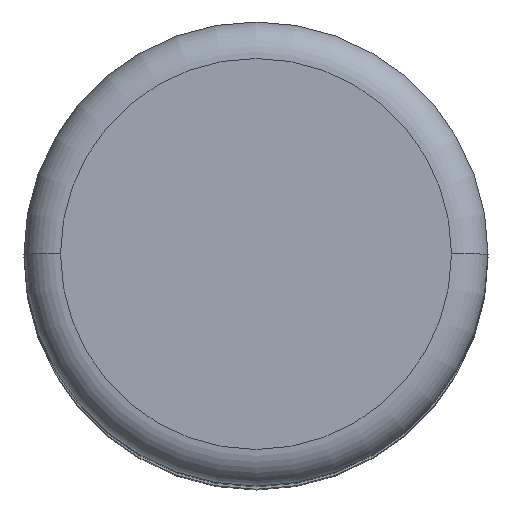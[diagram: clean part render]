
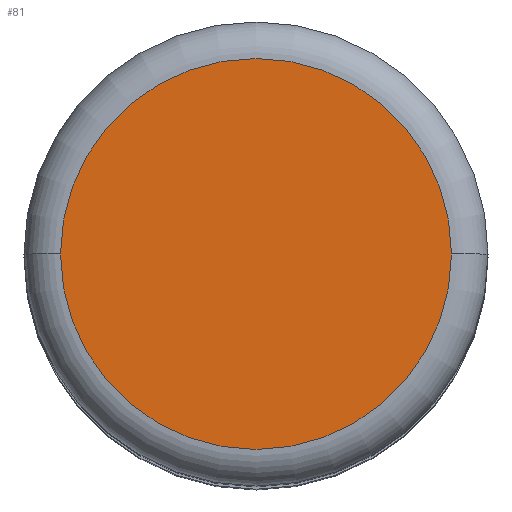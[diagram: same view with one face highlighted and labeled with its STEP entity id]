
A CAD part, top view. The second image highlights one B-rep face of the part: STEP entity #81.
In plain terms, the highlighted planar face has unit normal (0, 0, 1).
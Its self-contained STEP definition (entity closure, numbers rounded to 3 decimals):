
#63 = EDGE_CURVE ( 'NONE', #499, #563, #119, .T. ) ;
#68 = DIRECTION ( 'NONE',  ( 0., 0., 1. ) ) ;
#81 = ADVANCED_FACE ( 'NONE', ( #236 ), #245, .T. ) ;
#107 = DIRECTION ( 'NONE',  ( 0., 0., 1. ) ) ;
#112 = CARTESIAN_POINT ( 'NONE',  ( 0., 0., 15.875 ) ) ;
#119 = CIRCLE ( 'NONE', #546, 2.675 ) ;
#159 = DIRECTION ( 'NONE',  ( 1., 0., 0. ) ) ;
#188 = AXIS2_PLACEMENT_3D ( 'NONE', #340, #68, #385 ) ;
#236 = FACE_OUTER_BOUND ( 'NONE', #315, .T. ) ;
#245 = PLANE ( 'NONE',  #188 ) ;
#315 = EDGE_LOOP ( 'NONE', ( #446, #445 ) ) ;
#340 = CARTESIAN_POINT ( 'NONE',  ( 0., 0., 15.875 ) ) ;
#344 = EDGE_CURVE ( 'NONE', #563, #499, #544, .T. ) ;
#379 = CARTESIAN_POINT ( 'NONE',  ( 0., 0., 15.875 ) ) ;
#385 = DIRECTION ( 'NONE',  ( 1., 0., 0. ) ) ;
#424 = DIRECTION ( 'NONE',  ( 1., 0., 0. ) ) ;
#427 = DIRECTION ( 'NONE',  ( 0., 0., 1. ) ) ;
#433 = CARTESIAN_POINT ( 'NONE',  ( 2.675, 0., 15.875 ) ) ;
#445 = ORIENTED_EDGE ( 'NONE', *, *, #344, .T. ) ;
#446 = ORIENTED_EDGE ( 'NONE', *, *, #63, .T. ) ;
#499 = VERTEX_POINT ( 'NONE', #433 ) ;
#521 = AXIS2_PLACEMENT_3D ( 'NONE', #379, #107, #424 ) ;
#538 = CARTESIAN_POINT ( 'NONE',  ( -2.675, 0., 15.875 ) ) ;
#544 = CIRCLE ( 'NONE', #521, 2.675 ) ;
#546 = AXIS2_PLACEMENT_3D ( 'NONE', #112, #427, #159 ) ;
#563 = VERTEX_POINT ( 'NONE', #538 ) ;
